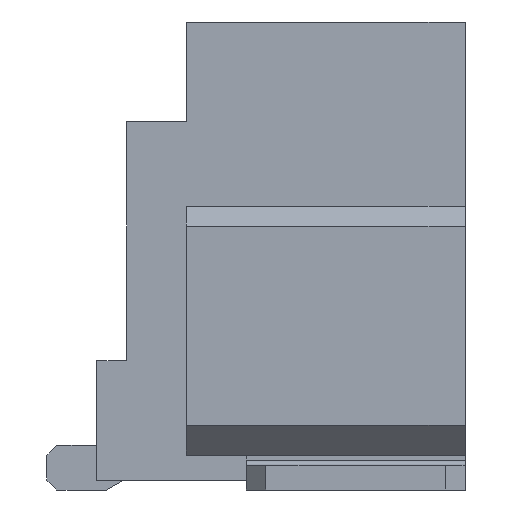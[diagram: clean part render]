
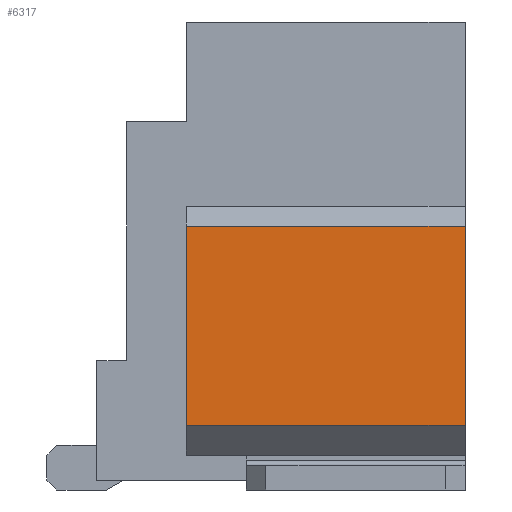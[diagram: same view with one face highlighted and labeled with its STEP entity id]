
A CAD part, left-side view. The second image highlights one B-rep face of the part: STEP entity #6317.
In plain terms, the highlighted face is planar.
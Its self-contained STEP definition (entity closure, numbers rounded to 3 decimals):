
#988 = PLANE('',#989);
#989 = AXIS2_PLACEMENT_3D('',#990,#991,#992);
#990 = CARTESIAN_POINT('',(4.625,1.85,-2.3));
#991 = DIRECTION('',(0.,1.,0.));
#992 = DIRECTION('',(-1.,0.,0.));
#2243 = VERTEX_POINT('',#2244);
#2244 = CARTESIAN_POINT('',(6.125,1.85,-1.75));
#2258 = PLANE('',#2259);
#2259 = AXIS2_PLACEMENT_3D('',#2260,#2261,#2262);
#2260 = CARTESIAN_POINT('',(6.125,1.85,-1.75));
#2261 = DIRECTION('',(0.707,0.,-0.707));
#2262 = DIRECTION('',(-0.707,0.,-0.707));
#2270 = EDGE_CURVE('',#2271,#2243,#2273,.T.);
#2271 = VERTEX_POINT('',#2272);
#2272 = CARTESIAN_POINT('',(6.125,1.85,0.25));
#2273 = SURFACE_CURVE('',#2274,(#2278,#2285),.PCURVE_S1.);
#2274 = LINE('',#2275,#2276);
#2275 = CARTESIAN_POINT('',(6.125,1.85,0.25));
#2276 = VECTOR('',#2277,1.);
#2277 = DIRECTION('',(0.,0.,-1.));
#2278 = PCURVE('',#988,#2279);
#2279 = DEFINITIONAL_REPRESENTATION('',(#2280),#2284);
#2280 = LINE('',#2281,#2282);
#2281 = CARTESIAN_POINT('',(-1.5,2.55));
#2282 = VECTOR('',#2283,1.);
#2283 = DIRECTION('',(0.,-1.));
#2284 = ( GEOMETRIC_REPRESENTATION_CONTEXT(2) 
PARAMETRIC_REPRESENTATION_CONTEXT() REPRESENTATION_CONTEXT('2D SPACE',''
  ) );
#2285 = PCURVE('',#2286,#2291);
#2286 = PLANE('',#2287);
#2287 = AXIS2_PLACEMENT_3D('',#2288,#2289,#2290);
#2288 = CARTESIAN_POINT('',(6.125,1.85,0.25));
#2289 = DIRECTION('',(1.,0.,0.));
#2290 = DIRECTION('',(0.,0.,-1.));
#2291 = DEFINITIONAL_REPRESENTATION('',(#2292),#2296);
#2292 = LINE('',#2293,#2294);
#2293 = CARTESIAN_POINT('',(0.,0.));
#2294 = VECTOR('',#2295,1.);
#2295 = DIRECTION('',(1.,0.));
#2296 = ( GEOMETRIC_REPRESENTATION_CONTEXT(2) 
PARAMETRIC_REPRESENTATION_CONTEXT() REPRESENTATION_CONTEXT('2D SPACE',''
  ) );
#2314 = PLANE('',#2315);
#2315 = AXIS2_PLACEMENT_3D('',#2316,#2317,#2318);
#2316 = CARTESIAN_POINT('',(4.825,1.85,0.25));
#2317 = DIRECTION('',(0.,0.,1.));
#2318 = DIRECTION('',(1.,0.,0.));
#4143 = PLANE('',#4144);
#4144 = AXIS2_PLACEMENT_3D('',#4145,#4146,#4147);
#4145 = CARTESIAN_POINT('',(4.625,-0.95,-2.3));
#4146 = DIRECTION('',(0.,1.,0.));
#4147 = DIRECTION('',(1.,0.,0.));
#6275 = VERTEX_POINT('',#6276);
#6276 = CARTESIAN_POINT('',(6.125,-0.95,-1.75));
#6297 = EDGE_CURVE('',#2243,#6275,#6298,.T.);
#6298 = SURFACE_CURVE('',#6299,(#6303,#6310),.PCURVE_S1.);
#6299 = LINE('',#6300,#6301);
#6300 = CARTESIAN_POINT('',(6.125,1.85,-1.75));
#6301 = VECTOR('',#6302,1.);
#6302 = DIRECTION('',(0.,-1.,0.));
#6303 = PCURVE('',#2258,#6304);
#6304 = DEFINITIONAL_REPRESENTATION('',(#6305),#6309);
#6305 = LINE('',#6306,#6307);
#6306 = CARTESIAN_POINT('',(0.,0.));
#6307 = VECTOR('',#6308,1.);
#6308 = DIRECTION('',(0.,-1.));
#6309 = ( GEOMETRIC_REPRESENTATION_CONTEXT(2) 
PARAMETRIC_REPRESENTATION_CONTEXT() REPRESENTATION_CONTEXT('2D SPACE',''
  ) );
#6310 = PCURVE('',#2286,#6311);
#6311 = DEFINITIONAL_REPRESENTATION('',(#6312),#6316);
#6312 = LINE('',#6313,#6314);
#6313 = CARTESIAN_POINT('',(2.,0.));
#6314 = VECTOR('',#6315,1.);
#6315 = DIRECTION('',(0.,-1.));
#6316 = ( GEOMETRIC_REPRESENTATION_CONTEXT(2) 
PARAMETRIC_REPRESENTATION_CONTEXT() REPRESENTATION_CONTEXT('2D SPACE',''
  ) );
#6317 = ADVANCED_FACE('',(#6318),#2286,.T.);
#6318 = FACE_BOUND('',#6319,.F.);
#6319 = EDGE_LOOP('',(#6320,#6321,#6322,#6345));
#6320 = ORIENTED_EDGE('',*,*,#2270,.T.);
#6321 = ORIENTED_EDGE('',*,*,#6297,.T.);
#6322 = ORIENTED_EDGE('',*,*,#6323,.F.);
#6323 = EDGE_CURVE('',#6324,#6275,#6326,.T.);
#6324 = VERTEX_POINT('',#6325);
#6325 = CARTESIAN_POINT('',(6.125,-0.95,0.25));
#6326 = SURFACE_CURVE('',#6327,(#6331,#6338),.PCURVE_S1.);
#6327 = LINE('',#6328,#6329);
#6328 = CARTESIAN_POINT('',(6.125,-0.95,0.25));
#6329 = VECTOR('',#6330,1.);
#6330 = DIRECTION('',(0.,0.,-1.));
#6331 = PCURVE('',#2286,#6332);
#6332 = DEFINITIONAL_REPRESENTATION('',(#6333),#6337);
#6333 = LINE('',#6334,#6335);
#6334 = CARTESIAN_POINT('',(0.,-2.8));
#6335 = VECTOR('',#6336,1.);
#6336 = DIRECTION('',(1.,0.));
#6337 = ( GEOMETRIC_REPRESENTATION_CONTEXT(2) 
PARAMETRIC_REPRESENTATION_CONTEXT() REPRESENTATION_CONTEXT('2D SPACE',''
  ) );
#6338 = PCURVE('',#4143,#6339);
#6339 = DEFINITIONAL_REPRESENTATION('',(#6340),#6344);
#6340 = LINE('',#6341,#6342);
#6341 = CARTESIAN_POINT('',(1.5,-2.55));
#6342 = VECTOR('',#6343,1.);
#6343 = DIRECTION('',(0.,1.));
#6344 = ( GEOMETRIC_REPRESENTATION_CONTEXT(2) 
PARAMETRIC_REPRESENTATION_CONTEXT() REPRESENTATION_CONTEXT('2D SPACE',''
  ) );
#6345 = ORIENTED_EDGE('',*,*,#6346,.F.);
#6346 = EDGE_CURVE('',#2271,#6324,#6347,.T.);
#6347 = SURFACE_CURVE('',#6348,(#6352,#6359),.PCURVE_S1.);
#6348 = LINE('',#6349,#6350);
#6349 = CARTESIAN_POINT('',(6.125,1.85,0.25));
#6350 = VECTOR('',#6351,1.);
#6351 = DIRECTION('',(0.,-1.,0.));
#6352 = PCURVE('',#2286,#6353);
#6353 = DEFINITIONAL_REPRESENTATION('',(#6354),#6358);
#6354 = LINE('',#6355,#6356);
#6355 = CARTESIAN_POINT('',(0.,0.));
#6356 = VECTOR('',#6357,1.);
#6357 = DIRECTION('',(0.,-1.));
#6358 = ( GEOMETRIC_REPRESENTATION_CONTEXT(2) 
PARAMETRIC_REPRESENTATION_CONTEXT() REPRESENTATION_CONTEXT('2D SPACE',''
  ) );
#6359 = PCURVE('',#2314,#6360);
#6360 = DEFINITIONAL_REPRESENTATION('',(#6361),#6365);
#6361 = LINE('',#6362,#6363);
#6362 = CARTESIAN_POINT('',(1.3,0.));
#6363 = VECTOR('',#6364,1.);
#6364 = DIRECTION('',(0.,-1.));
#6365 = ( GEOMETRIC_REPRESENTATION_CONTEXT(2) 
PARAMETRIC_REPRESENTATION_CONTEXT() REPRESENTATION_CONTEXT('2D SPACE',''
  ) );
